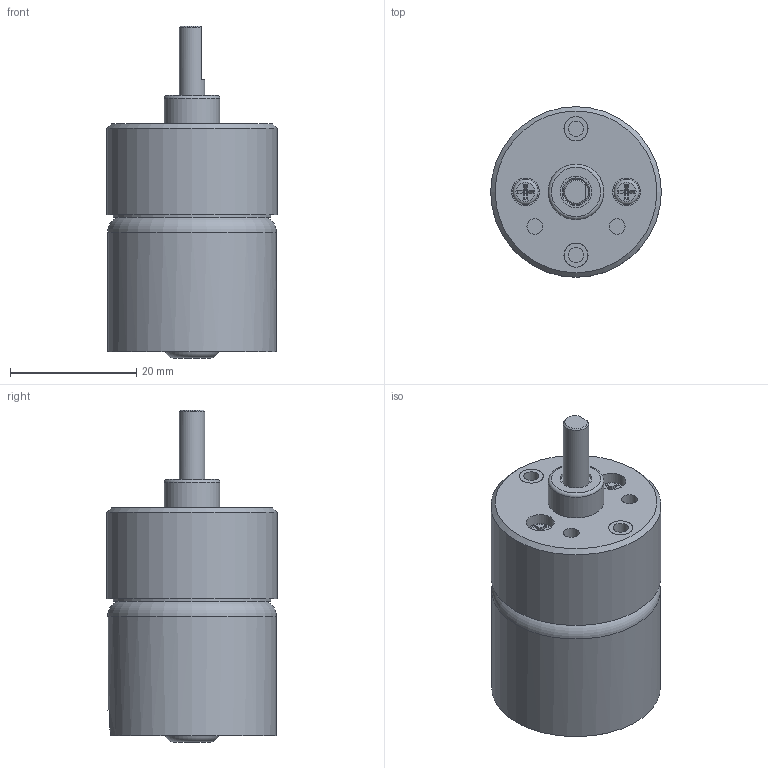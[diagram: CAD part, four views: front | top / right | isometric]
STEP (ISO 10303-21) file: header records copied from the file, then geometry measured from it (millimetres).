
FILE_DESCRIPTION(/* description */ (''),/* implementation_level */ '2;1');
FILE_NAME(/* name */ 'L149-36mm',/* time_stamp */ '2013-02-07T18:58:23+01:00',/* author */ (''),/* organization */ (''),/* preprocessor_version */ 'ST-DEVELOPER v11',/* originating_system */ 'UGS - NX 5.0',/* authorisation */ '');
FILE_SCHEMA (('AUTOMOTIVE_DESIGN { 1 0 10303 214 1 1 1 1 }'));
Length unit declared in the file: millimetre
Products named in the file (1): Luig5B58v01r
Bounding box: 27 x 27 x 52.55 mm (x, y, z)
Volume: 7566.8 mm3; surface area: 13656.9 mm2
Topology: 12 solids, 12 shells, 497 faces, 1145 edges, 751 vertices
Faces by surface type: plane 311, cylinder 147, cone 27, torus 9, sphere 3
Full cylindrical faces by diameter (mm): 1.34 x1, 1.45 x2, 1.6 x4, 1.82 x4, 1.9 x2, 2 x11, 2.01 x2, 2.1 x2, 2.25 x2, 2.4 x4, 2.5 x2, 2.52 x1, 3.25 x2, 3.3 x1, 3.8 x4, 4 x4, 4.4 x2, 4.6 x1, 4.9 x1, 5 x1, 5.5 x2, 6 x2, 7 x1, 7.5 x1, 8.5 x1, 8.8 x1, 8.9 x1, 9.05 x1, 24.98 x1, 25 x1
Entity records: 13768 total; most frequent: CARTESIAN_POINT 2495, DIRECTION 2422, ORIENTED_EDGE 2036, EDGE_CURVE 1018, AXIS2_PLACEMENT_3D 947, EDGE_LOOP 726, VERTEX_POINT 720, LINE 528
